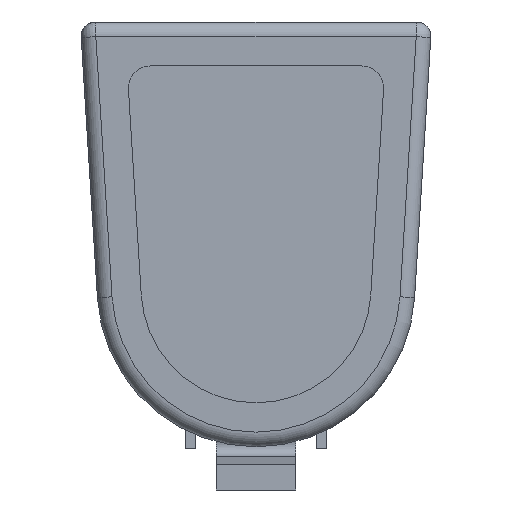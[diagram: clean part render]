
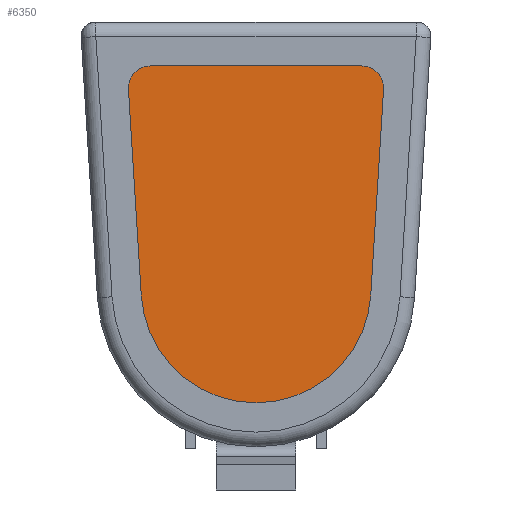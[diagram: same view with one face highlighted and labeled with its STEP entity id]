
A CAD part, front view. The second image highlights one B-rep face of the part: STEP entity #6350.
In plain terms, the highlighted planar face has unit normal (0, -1, 0).
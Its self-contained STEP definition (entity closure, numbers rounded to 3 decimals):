
#2201=DIRECTION('',(-0.062,0.,0.998));
#2202=VECTOR('',#2201,14.071);
#2203=CARTESIAN_POINT('',(4.101,0.2,-18.637));
#2204=LINE('',#2203,#2202);
#2205=CARTESIAN_POINT('',(4.724,0.2,-4.5));
#2206=DIRECTION('',(0.,1.,0.));
#2207=DIRECTION('',(-0.998,0.,-0.062));
#2208=AXIS2_PLACEMENT_3D('',#2205,#2206,#2207);
#2210=CARTESIAN_POINT('',(4.724,0.2,-4.5));
#2211=DIRECTION('',(0.,1.,0.));
#2212=DIRECTION('',(-1.,0.,0.));
#2213=AXIS2_PLACEMENT_3D('',#2210,#2211,#2212);
#2215=CARTESIAN_POINT('',(19.147,0.2,-4.5));
#2216=DIRECTION('',(0.,1.,0.));
#2217=DIRECTION('',(0.,0.,1.));
#2218=AXIS2_PLACEMENT_3D('',#2215,#2216,#2217);
#2220=CARTESIAN_POINT('',(19.147,0.2,-4.5));
#2221=DIRECTION('',(0.,1.,0.));
#2222=DIRECTION('',(1.,0.,0.));
#2223=AXIS2_PLACEMENT_3D('',#2220,#2221,#2222);
#2225=DIRECTION('',(-0.062,0.,-0.998));
#2226=VECTOR('',#2225,14.071);
#2227=CARTESIAN_POINT('',(20.644,0.2,-4.593));
#2228=LINE('',#2227,#2226);
#2229=CARTESIAN_POINT('',(11.936,0.2,-18.15));
#2230=DIRECTION('',(0.,1.,0.));
#2231=DIRECTION('',(0.998,0.,-0.062));
#2232=AXIS2_PLACEMENT_3D('',#2229,#2230,#2231);
#2246=DIRECTION('',(1.,0.,0.));
#2247=VECTOR('',#2246,14.423);
#2248=CARTESIAN_POINT('',(4.724,0.2,-3.));
#2249=LINE('',#2248,#2247);
#2354=CARTESIAN_POINT('',(4.101,0.2,-18.637));
#2355=VERTEX_POINT('',#2354);
#2356=CARTESIAN_POINT('',(3.227,0.2,-4.593));
#2357=VERTEX_POINT('',#2356);
#2358=CARTESIAN_POINT('',(19.771,0.2,-18.637));
#2359=VERTEX_POINT('',#2358);
#2360=CARTESIAN_POINT('',(20.644,0.2,-4.593));
#2361=VERTEX_POINT('',#2360);
#2362=CARTESIAN_POINT('',(20.647,0.2,-4.5));
#2363=VERTEX_POINT('',#2362);
#2364=CARTESIAN_POINT('',(19.147,0.2,-3.));
#2365=VERTEX_POINT('',#2364);
#2366=CARTESIAN_POINT('',(4.724,0.2,-3.));
#2367=VERTEX_POINT('',#2366);
#2368=CARTESIAN_POINT('',(3.224,0.2,-4.5));
#2369=VERTEX_POINT('',#2368);
#6329=CARTESIAN_POINT('',(11.936,0.2,-14.508));
#6330=DIRECTION('',(0.,1.,0.));
#6331=DIRECTION('',(1.,0.,0.));
#6332=AXIS2_PLACEMENT_3D('',#6329,#6330,#6331);
#6333=PLANE('',#6332);
#6334=ORIENTED_EDGE('',*,*,#6296,.T.);
#6336=ORIENTED_EDGE('',*,*,#6335,.T.);
#6338=ORIENTED_EDGE('',*,*,#6337,.T.);
#6340=ORIENTED_EDGE('',*,*,#6339,.T.);
#6342=ORIENTED_EDGE('',*,*,#6341,.T.);
#6344=ORIENTED_EDGE('',*,*,#6343,.T.);
#6346=ORIENTED_EDGE('',*,*,#6345,.T.);
#6347=ORIENTED_EDGE('',*,*,#6314,.T.);
#6348=EDGE_LOOP('',(#6334,#6336,#6338,#6340,#6342,#6344,#6346,#6347));
#6349=FACE_OUTER_BOUND('',#6348,.F.);
#6350=ADVANCED_FACE('',(#6349),#6333,.F.);
#2209=CIRCLE('',#2208,1.5);
#2214=CIRCLE('',#2213,1.5);
#2219=CIRCLE('',#2218,1.5);
#2224=CIRCLE('',#2223,1.5);
#2233=CIRCLE('',#2232,7.85);
#6296=EDGE_CURVE('',#2355,#2357,#2204,.T.);
#6314=EDGE_CURVE('',#2359,#2355,#2233,.T.);
#6335=EDGE_CURVE('',#2357,#2369,#2209,.T.);
#6337=EDGE_CURVE('',#2369,#2367,#2214,.T.);
#6339=EDGE_CURVE('',#2367,#2365,#2249,.T.);
#6341=EDGE_CURVE('',#2365,#2363,#2219,.T.);
#6343=EDGE_CURVE('',#2363,#2361,#2224,.T.);
#6345=EDGE_CURVE('',#2361,#2359,#2228,.T.);
